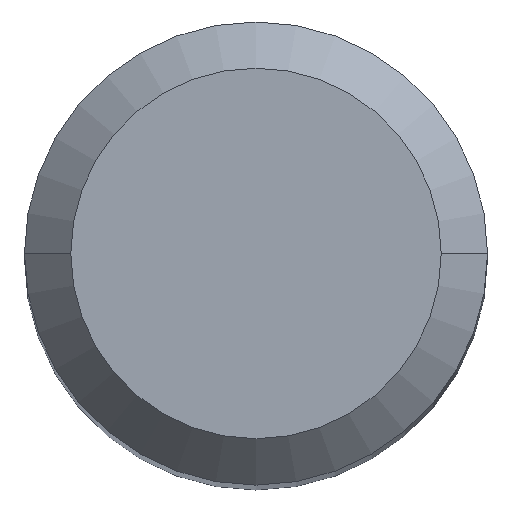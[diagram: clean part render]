
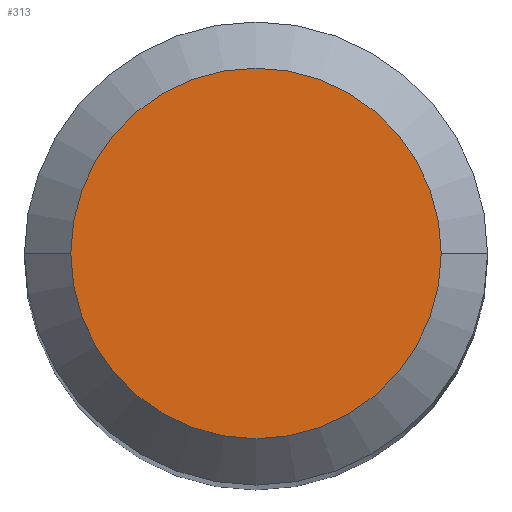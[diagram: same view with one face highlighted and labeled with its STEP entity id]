
A CAD part, top view. The second image highlights one B-rep face of the part: STEP entity #313.
In plain terms, the highlighted planar face has unit normal (0, 0, 1).
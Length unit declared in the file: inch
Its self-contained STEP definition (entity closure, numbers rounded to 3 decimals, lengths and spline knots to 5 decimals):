
#16 = CIRCLE ( 'NONE', #201, 0.09448 ) ;
#87 = CARTESIAN_POINT ( 'NONE',  ( 0., 0., 0. ) ) ;
#89 = DIRECTION ( 'NONE',  ( -1., 0., 0. ) ) ;
#117 = DIRECTION ( 'NONE',  ( 1., 0., 0. ) ) ;
#122 = DIRECTION ( 'NONE',  ( 0., 0., 1. ) ) ;
#174 = ORIENTED_EDGE ( 'NONE', *, *, #286, .T. ) ;
#188 = PLANE ( 'NONE',  #439 ) ;
#193 = VERTEX_POINT ( 'NONE', #222 ) ;
#201 = AXIS2_PLACEMENT_3D ( 'NONE', #87, #122, #421 ) ;
#222 = CARTESIAN_POINT ( 'NONE',  ( 0.09448, 0., 0. ) ) ;
#260 = FACE_OUTER_BOUND ( 'NONE', #346, .T. ) ;
#266 = DIRECTION ( 'NONE',  ( 0., 0., -1. ) ) ;
#286 = EDGE_CURVE ( 'NONE', #321, #193, #363, .T. ) ;
#298 = CARTESIAN_POINT ( 'NONE',  ( 0., 0., 0. ) ) ;
#313 = ADVANCED_FACE ( 'NONE', ( #260 ), #188, .F. ) ;
#316 = ORIENTED_EDGE ( 'NONE', *, *, #387, .T. ) ;
#321 = VERTEX_POINT ( 'NONE', #469 ) ;
#346 = EDGE_LOOP ( 'NONE', ( #174, #316 ) ) ;
#363 = CIRCLE ( 'NONE', #377, 0.09448 ) ;
#377 = AXIS2_PLACEMENT_3D ( 'NONE', #298, #449, #117 ) ;
#387 = EDGE_CURVE ( 'NONE', #193, #321, #16, .T. ) ;
#419 = CARTESIAN_POINT ( 'NONE',  ( 0., 0., 0. ) ) ;
#421 = DIRECTION ( 'NONE',  ( 1., 0., 0. ) ) ;
#439 = AXIS2_PLACEMENT_3D ( 'NONE', #419, #266, #89 ) ;
#449 = DIRECTION ( 'NONE',  ( 0., 0., 1. ) ) ;
#469 = CARTESIAN_POINT ( 'NONE',  ( -0.09448, 0., 0. ) ) ;
